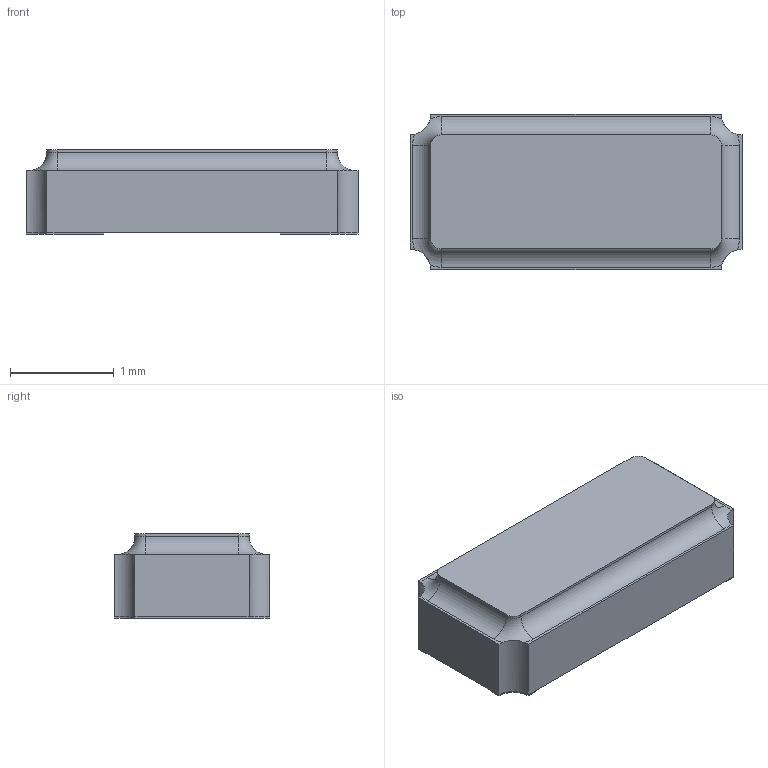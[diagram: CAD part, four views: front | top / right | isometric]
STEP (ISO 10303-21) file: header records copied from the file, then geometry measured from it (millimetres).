
FILE_DESCRIPTION(('FreeCAD Model'),'2;1');
FILE_NAME('3215-metric-crystal.step','2019-06-16T15:11:57',('Author'),(''), 'Open CASCADE STEP processor 6.8','FreeCAD','Unknown');
FILE_SCHEMA(('AUTOMOTIVE_DESIGN_CC2 { 1 2 10303 214 -1 1 5 4 }'));
Length unit declared in the file: millimetre
Products named in the file (1): Pad002
Bounding box: 3.2 x 1.5 x 0.81 mm (x, y, z)
Volume: 3.5 mm3; surface area: 15.8 mm2
Topology: 1 solids, 1 shells, 63 faces, 159 edges, 98 vertices
Faces by surface type: plane 35, cylinder 24, torus 4
Entity records: 5592 total; most frequent: CARTESIAN_POINT 2005, DIRECTION 590, LINE 341, VECTOR 341, ORIENTED_EDGE 318, PCURVE 318, DEFINITIONAL_REPRESENTATION 318, EDGE_CURVE 159
